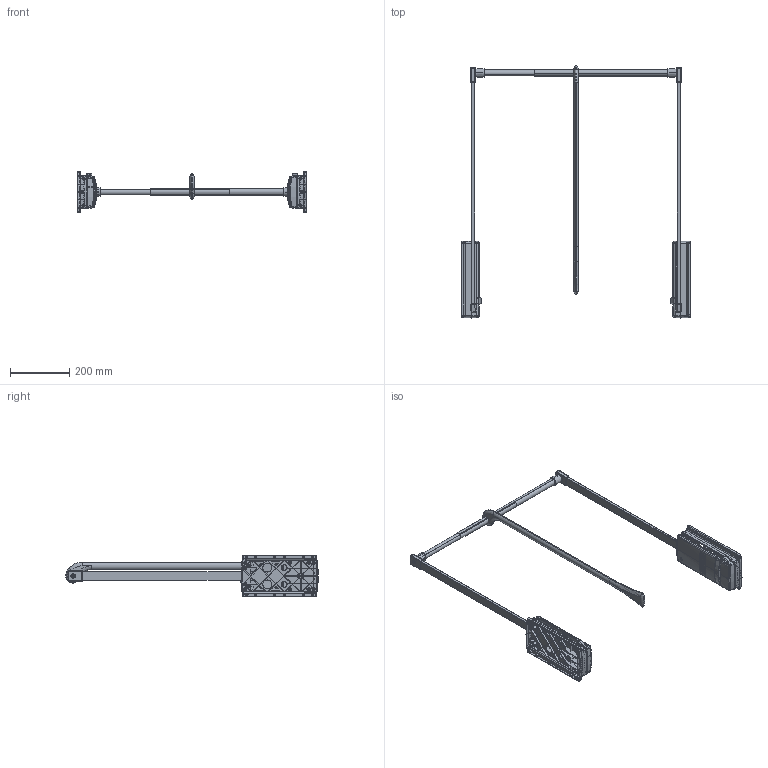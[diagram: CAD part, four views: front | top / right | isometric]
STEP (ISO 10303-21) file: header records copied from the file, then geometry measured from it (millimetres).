
FILE_DESCRIPTION (( 'STEP AP203' ), '1' );
FILE_NAME ('A - Servetto 2004 60-100 .STEP', '2019-07-26T13:52:10', ( '' ), ( '' ), 'SwSTEP 2.0', 'SolidWorks 2018', '' );
FILE_SCHEMA (( 'CONFIG_CONTROL_DESIGN' ));
Length unit declared in the file: millimetre
Products named in the file (13): A - Braccio Sx Servetto - 027A00100; Paracolpo - 811P00900; Tubo ﾘ 20 x 465 - 027P01200; A - Braccio Dx Servetto - 027A00200; Attacco Piantana SX - 027P00200; A - Servetto 2004 60-100 ; Base - 201P00100; Coperchio Sinistro - 201P00300; Attacco Piantana DX - 027P00100; Tubo ﾘ 22.4 x 480 - 027P01100; Piantana 820 - 811P01300; Coperchio Destro - 201P00200; Maniglia 2004 - 027P00300
Assembly tree (15 placements, depth 3):
  A - Servetto 2004 60-100 
    A - Braccio Sx Servetto - 027A00100
      Base - 201P00100
      Coperchio Sinistro - 201P00300
      Piantana 820 - 811P01300
      Attacco Piantana SX - 027P00200
      Paracolpo - 811P00900
    A - Braccio Dx Servetto - 027A00200
      Base - 201P00100
      Coperchio Destro - 201P00200
      Piantana 820 - 811P01300
      Attacco Piantana DX - 027P00100
      Paracolpo - 811P00900
    Tubo ﾘ 20 x 465 - 027P01200
    Tubo ﾘ 22.4 x 480 - 027P01100
    Maniglia 2004 - 027P00300
Bounding box: 770.81 x 850.3 x 140 mm (x, y, z)
Volume: 1069062.8 mm3; surface area: 951393.3 mm2
Topology: 13 solids, 13 shells, 3381 faces, 8990 edges, 5647 vertices
Faces by surface type: plane 1361, cylinder 965, bspline 505, torus 293, cone 235, sphere 22
Entity records: 86928 total; most frequent: CARTESIAN_POINT 32062, ORIENTED_EDGE 12098, DIRECTION 10135, EDGE_CURVE 6049, VERTEX_POINT 3845, AXIS2_PLACEMENT_3D 3832, LINE 2471, VECTOR 2471
